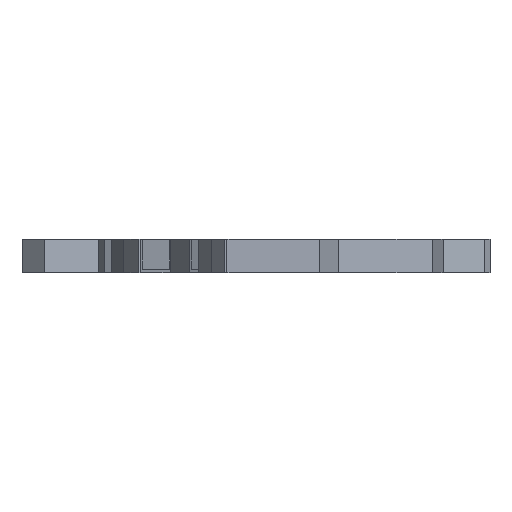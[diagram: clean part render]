
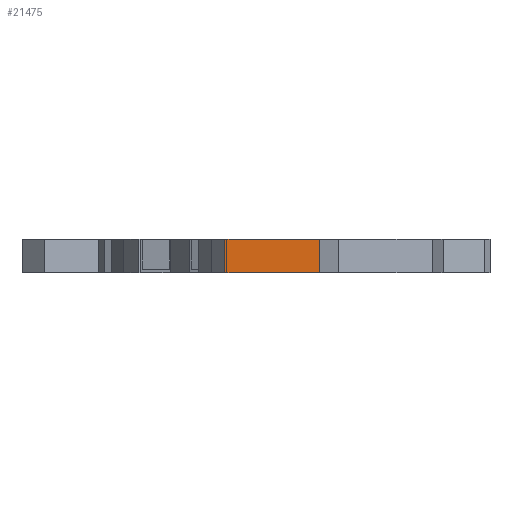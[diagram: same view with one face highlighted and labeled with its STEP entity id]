
A CAD part, front view. The second image highlights one B-rep face of the part: STEP entity #21475.
In plain terms, the highlighted planar face has unit normal (-0.015, -1, 0).
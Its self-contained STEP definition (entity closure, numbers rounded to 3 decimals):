
#72 = PLANE('',#73);
#73 = AXIS2_PLACEMENT_3D('',#74,#75,#76);
#74 = CARTESIAN_POINT('',(72.988,-4.084,12.));
#75 = DIRECTION('',(0.,0.,1.));
#76 = DIRECTION('',(1.,0.,-0.));
#126 = PLANE('',#127);
#127 = AXIS2_PLACEMENT_3D('',#128,#129,#130);
#128 = CARTESIAN_POINT('',(72.988,-4.084,0.));
#129 = DIRECTION('',(0.,0.,1.));
#130 = DIRECTION('',(1.,0.,-0.));
#703 = VERTEX_POINT('',#704);
#704 = CARTESIAN_POINT('',(98.034,-136.966,0.));
#718 = PLANE('',#719);
#719 = AXIS2_PLACEMENT_3D('',#720,#721,#722);
#720 = CARTESIAN_POINT('',(98.662,-136.176,0.));
#721 = DIRECTION('',(0.783,-0.622,0.));
#722 = DIRECTION('',(-0.622,-0.783,0.));
#730 = EDGE_CURVE('',#703,#731,#733,.T.);
#731 = VERTEX_POINT('',#732);
#732 = CARTESIAN_POINT('',(132.257,-137.481,0.));
#733 = SURFACE_CURVE('',#734,(#738,#745),.PCURVE_S1.);
#734 = LINE('',#735,#736);
#735 = CARTESIAN_POINT('',(98.65,-136.976,0.));
#736 = VECTOR('',#737,1.);
#737 = DIRECTION('',(1.,-0.015,-0.));
#738 = PCURVE('',#126,#739);
#739 = DEFINITIONAL_REPRESENTATION('',(#740),#744);
#740 = LINE('',#741,#742);
#741 = CARTESIAN_POINT('',(25.662,-132.892));
#742 = VECTOR('',#743,1.);
#743 = DIRECTION('',(1.,-0.015));
#744 = ( GEOMETRIC_REPRESENTATION_CONTEXT(2) 
PARAMETRIC_REPRESENTATION_CONTEXT() REPRESENTATION_CONTEXT('2D SPACE',''
  ) );
#745 = PCURVE('',#746,#751);
#746 = PLANE('',#747);
#747 = AXIS2_PLACEMENT_3D('',#748,#749,#750);
#748 = CARTESIAN_POINT('',(98.003,-136.966,0.));
#749 = DIRECTION('',(0.015,1.,-0.));
#750 = DIRECTION('',(1.,-0.015,0.));
#751 = DEFINITIONAL_REPRESENTATION('',(#752),#756);
#752 = LINE('',#753,#754);
#753 = CARTESIAN_POINT('',(0.647,0.));
#754 = VECTOR('',#755,1.);
#755 = DIRECTION('',(1.,0.));
#756 = ( GEOMETRIC_REPRESENTATION_CONTEXT(2) 
PARAMETRIC_REPRESENTATION_CONTEXT() REPRESENTATION_CONTEXT('2D SPACE',''
  ) );
#774 = PLANE('',#775);
#775 = AXIS2_PLACEMENT_3D('',#776,#777,#778);
#776 = CARTESIAN_POINT('',(132.257,-137.481,0.));
#777 = DIRECTION('',(-0.91,0.414,0.));
#778 = DIRECTION('',(0.414,0.91,0.));
#15970 = VERTEX_POINT('',#15971);
#15971 = CARTESIAN_POINT('',(98.034,-136.966,12.));
#15992 = EDGE_CURVE('',#15970,#15993,#15995,.T.);
#15993 = VERTEX_POINT('',#15994);
#15994 = CARTESIAN_POINT('',(132.257,-137.481,12.));
#15995 = SURFACE_CURVE('',#15996,(#16000,#16007),.PCURVE_S1.);
#15996 = LINE('',#15997,#15998);
#15997 = CARTESIAN_POINT('',(98.65,-136.976,12.));
#15998 = VECTOR('',#15999,1.);
#15999 = DIRECTION('',(1.,-0.015,-0.));
#16000 = PCURVE('',#72,#16001);
#16001 = DEFINITIONAL_REPRESENTATION('',(#16002),#16006);
#16002 = LINE('',#16003,#16004);
#16003 = CARTESIAN_POINT('',(25.662,-132.892));
#16004 = VECTOR('',#16005,1.);
#16005 = DIRECTION('',(1.,-0.015));
#16006 = ( GEOMETRIC_REPRESENTATION_CONTEXT(2) 
PARAMETRIC_REPRESENTATION_CONTEXT() REPRESENTATION_CONTEXT('2D SPACE',''
  ) );
#16007 = PCURVE('',#746,#16008);
#16008 = DEFINITIONAL_REPRESENTATION('',(#16009),#16013);
#16009 = LINE('',#16010,#16011);
#16010 = CARTESIAN_POINT('',(0.647,-12.));
#16011 = VECTOR('',#16012,1.);
#16012 = DIRECTION('',(1.,0.));
#16013 = ( GEOMETRIC_REPRESENTATION_CONTEXT(2) 
PARAMETRIC_REPRESENTATION_CONTEXT() REPRESENTATION_CONTEXT('2D SPACE',''
  ) );
#21432 = EDGE_CURVE('',#15970,#703,#21433,.T.);
#21433 = SURFACE_CURVE('',#21434,(#21438,#21444),.PCURVE_S1.);
#21434 = LINE('',#21435,#21436);
#21435 = CARTESIAN_POINT('',(98.034,-136.966,0.));
#21436 = VECTOR('',#21437,1.);
#21437 = DIRECTION('',(0.,-0.,-1.));
#21438 = PCURVE('',#718,#21439);
#21439 = DEFINITIONAL_REPRESENTATION('',(#21440),#21443);
#21440 = B_SPLINE_CURVE_WITH_KNOTS('',1,(#21441,#21442),.UNSPECIFIED.,
  .F.,.F.,(2,2),(-12.,0.),.PIECEWISE_BEZIER_KNOTS.);
#21441 = CARTESIAN_POINT('',(1.01,-12.));
#21442 = CARTESIAN_POINT('',(1.01,0.));
#21443 = ( GEOMETRIC_REPRESENTATION_CONTEXT(2) 
PARAMETRIC_REPRESENTATION_CONTEXT() REPRESENTATION_CONTEXT('2D SPACE',''
  ) );
#21444 = PCURVE('',#746,#21445);
#21445 = DEFINITIONAL_REPRESENTATION('',(#21446),#21449);
#21446 = B_SPLINE_CURVE_WITH_KNOTS('',1,(#21447,#21448),.UNSPECIFIED.,
  .F.,.F.,(2,2),(-12.,0.),.PIECEWISE_BEZIER_KNOTS.);
#21447 = CARTESIAN_POINT('',(0.031,-12.));
#21448 = CARTESIAN_POINT('',(0.031,0.));
#21449 = ( GEOMETRIC_REPRESENTATION_CONTEXT(2) 
PARAMETRIC_REPRESENTATION_CONTEXT() REPRESENTATION_CONTEXT('2D SPACE',''
  ) );
#21475 = ADVANCED_FACE('',(#21476),#746,.F.);
#21476 = FACE_BOUND('',#21477,.F.);
#21477 = EDGE_LOOP('',(#21478,#21479,#21480,#21481));
#21478 = ORIENTED_EDGE('',*,*,#730,.F.);
#21479 = ORIENTED_EDGE('',*,*,#21432,.F.);
#21480 = ORIENTED_EDGE('',*,*,#15992,.T.);
#21481 = ORIENTED_EDGE('',*,*,#21482,.F.);
#21482 = EDGE_CURVE('',#731,#15993,#21483,.T.);
#21483 = SURFACE_CURVE('',#21484,(#21488,#21495),.PCURVE_S1.);
#21484 = LINE('',#21485,#21486);
#21485 = CARTESIAN_POINT('',(132.257,-137.481,0.));
#21486 = VECTOR('',#21487,1.);
#21487 = DIRECTION('',(0.,0.,1.));
#21488 = PCURVE('',#746,#21489);
#21489 = DEFINITIONAL_REPRESENTATION('',(#21490),#21494);
#21490 = LINE('',#21491,#21492);
#21491 = CARTESIAN_POINT('',(34.258,0.));
#21492 = VECTOR('',#21493,1.);
#21493 = DIRECTION('',(0.,-1.));
#21494 = ( GEOMETRIC_REPRESENTATION_CONTEXT(2) 
PARAMETRIC_REPRESENTATION_CONTEXT() REPRESENTATION_CONTEXT('2D SPACE',''
  ) );
#21495 = PCURVE('',#774,#21496);
#21496 = DEFINITIONAL_REPRESENTATION('',(#21497),#21501);
#21497 = LINE('',#21498,#21499);
#21498 = CARTESIAN_POINT('',(0.,0.));
#21499 = VECTOR('',#21500,1.);
#21500 = DIRECTION('',(0.,-1.));
#21501 = ( GEOMETRIC_REPRESENTATION_CONTEXT(2) 
PARAMETRIC_REPRESENTATION_CONTEXT() REPRESENTATION_CONTEXT('2D SPACE',''
  ) );
